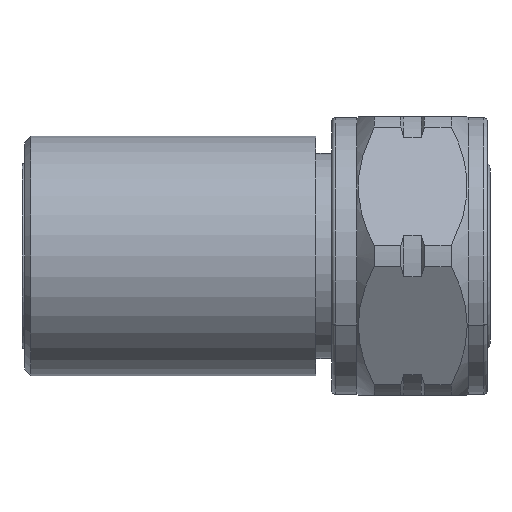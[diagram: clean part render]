
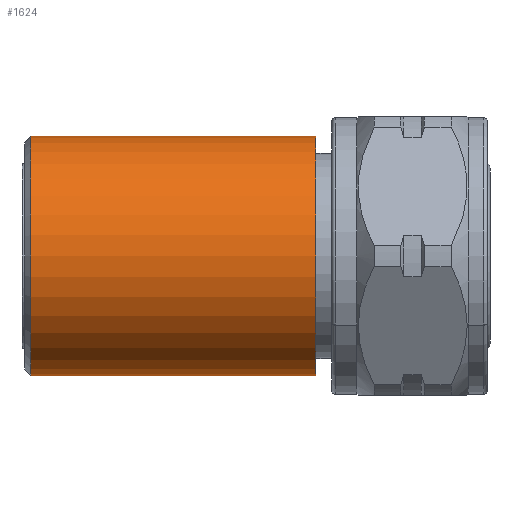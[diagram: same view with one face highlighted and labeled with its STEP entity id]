
A CAD part, front view. The second image highlights one B-rep face of the part: STEP entity #1624.
In plain terms, the highlighted cylindrical face has radius 9.45 mm (diameter 18.9 mm), a partial arc.
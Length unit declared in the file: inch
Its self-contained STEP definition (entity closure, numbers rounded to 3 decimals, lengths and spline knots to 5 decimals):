
#488 = EDGE_CURVE ( 'NONE', #5482, #2317, #4906, .T. ) ;
#575 = DIRECTION ( 'NONE',  ( 0., 0., 1. ) ) ;
#777 = ORIENTED_EDGE ( 'NONE', *, *, #488, .T. ) ;
#981 = AXIS2_PLACEMENT_3D ( 'NONE', #5485, #985, #2249 ) ;
#985 = DIRECTION ( 'NONE',  ( -1., 0., 0. ) ) ;
#1036 = VECTOR ( 'NONE', #4183, 39.37008 ) ;
#1249 = AXIS2_PLACEMENT_3D ( 'NONE', #1553, #5598, #4261 ) ;
#1378 = ORIENTED_EDGE ( 'NONE', *, *, #4459, .T. ) ;
#1404 = ORIENTED_EDGE ( 'NONE', *, *, #3734, .F. ) ;
#1460 = CARTESIAN_POINT ( 'NONE',  ( -1.42672, 0., 0. ) ) ;
#1536 = CYLINDRICAL_SURFACE ( 'NONE', #1249, 0.37205 ) ;
#1553 = CARTESIAN_POINT ( 'NONE',  ( -1.4464, 0., 0. ) ) ;
#1624 = ADVANCED_FACE ( 'NONE', ( #4711 ), #1536, .T. ) ;
#1715 = ORIENTED_EDGE ( 'NONE', *, *, #3846, .T. ) ;
#2181 = EDGE_LOOP ( 'NONE', ( #1404, #1378, #1715, #777 ) ) ;
#2220 = DIRECTION ( 'NONE',  ( 1., 0., 0. ) ) ;
#2249 = DIRECTION ( 'NONE',  ( 0., 0., 1. ) ) ;
#2279 = CARTESIAN_POINT ( 'NONE',  ( -1.4464, 0., 0.37205 ) ) ;
#2317 = VERTEX_POINT ( 'NONE', #2523 ) ;
#2519 = CARTESIAN_POINT ( 'NONE',  ( -0.54089, 0., -0.37205 ) ) ;
#2523 = CARTESIAN_POINT ( 'NONE',  ( -0.54089, 0., 0.37205 ) ) ;
#2750 = CARTESIAN_POINT ( 'NONE',  ( -1.42672, 0., 0.37205 ) ) ;
#3003 = CIRCLE ( 'NONE', #4860, 0.37205 ) ;
#3194 = VERTEX_POINT ( 'NONE', #4095 ) ;
#3296 = DIRECTION ( 'NONE',  ( 1., 0., 0. ) ) ;
#3734 = EDGE_CURVE ( 'NONE', #5331, #2317, #5346, .T. ) ;
#3846 = EDGE_CURVE ( 'NONE', #3194, #5482, #4645, .T. ) ;
#4005 = VECTOR ( 'NONE', #2220, 39.37008 ) ;
#4095 = CARTESIAN_POINT ( 'NONE',  ( -1.42672, 0., -0.37205 ) ) ;
#4183 = DIRECTION ( 'NONE',  ( 1., 0., 0. ) ) ;
#4261 = DIRECTION ( 'NONE',  ( 0., 0., -1. ) ) ;
#4459 = EDGE_CURVE ( 'NONE', #5331, #3194, #3003, .T. ) ;
#4633 = CARTESIAN_POINT ( 'NONE',  ( -1.4464, 0., -0.37205 ) ) ;
#4645 = LINE ( 'NONE', #4633, #1036 ) ;
#4711 = FACE_OUTER_BOUND ( 'NONE', #2181, .T. ) ;
#4860 = AXIS2_PLACEMENT_3D ( 'NONE', #1460, #3296, #575 ) ;
#4906 = CIRCLE ( 'NONE', #981, 0.37205 ) ;
#5331 = VERTEX_POINT ( 'NONE', #2750 ) ;
#5346 = LINE ( 'NONE', #2279, #4005 ) ;
#5482 = VERTEX_POINT ( 'NONE', #2519 ) ;
#5485 = CARTESIAN_POINT ( 'NONE',  ( -0.54089, 0., 0. ) ) ;
#5598 = DIRECTION ( 'NONE',  ( 1., 0., 0. ) ) ;
